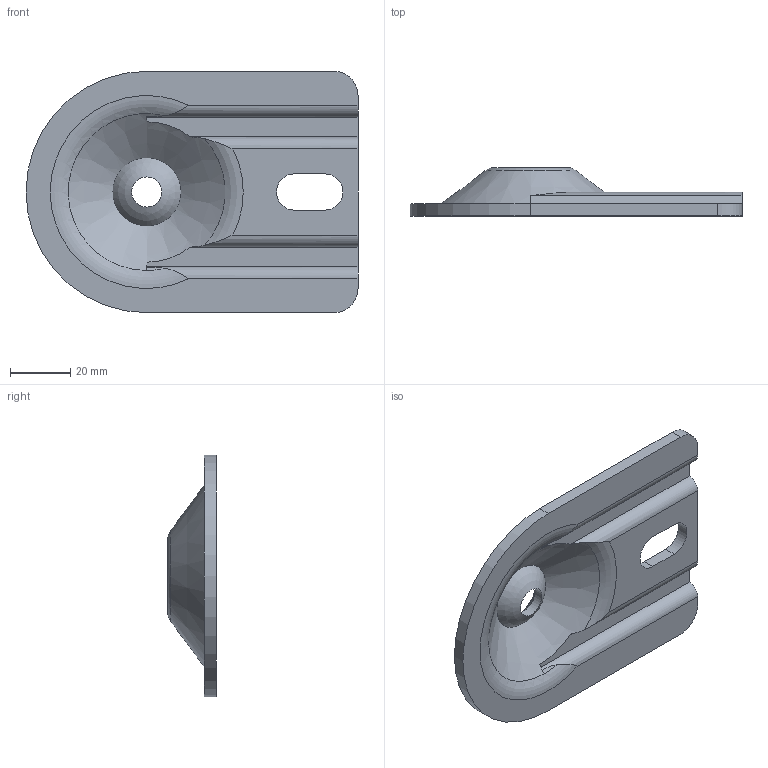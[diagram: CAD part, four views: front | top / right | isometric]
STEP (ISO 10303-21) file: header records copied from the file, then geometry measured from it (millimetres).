
FILE_DESCRIPTION( ( 'STEP AP214' ), '1' );
FILE_NAME( 'K0672.40801.stp', '2020-12-09T11:04:58', ( '' ), ( '' ), ' ', 'PARTsolutions', ' ' );
FILE_SCHEMA( ( 'AUTOMOTIVE_DESIGN { 1 0 10303 214 1 1 1 1 }' ) );
Length unit declared in the file: millimetre
Products named in the file (1): _K0672.40801
Bounding box: 110 x 16 x 80 mm (x, y, z)
Volume: 34009.2 mm3; surface area: 19172.7 mm2
Topology: 1 solids, 1 shells, 37 faces, 100 edges, 64 vertices
Faces by surface type: plane 16, cylinder 12, torus 4, cone 3, sphere 2
Full cylindrical faces by diameter (mm): 10 x1
Entity records: 1521 total; most frequent: CARTESIAN_POINT 316, DIRECTION 188, ORIENTED_EDGE 182, EDGE_CURVE 91, AXIS2_PLACEMENT_3D 70, VERTEX_POINT 63, LINE 48, VECTOR 48
